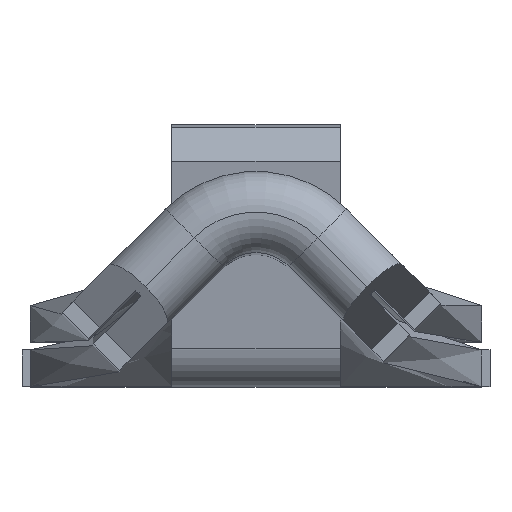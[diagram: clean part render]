
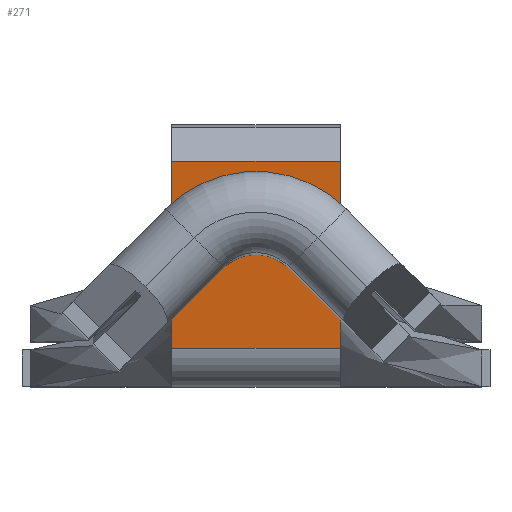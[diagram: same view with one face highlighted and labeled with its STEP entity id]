
A CAD part, top view. The second image highlights one B-rep face of the part: STEP entity #271.
In plain terms, the highlighted planar face has unit normal (0, -0.138, 0.99).
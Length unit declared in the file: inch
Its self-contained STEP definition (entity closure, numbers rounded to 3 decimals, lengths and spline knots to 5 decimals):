
#26 = LINE ( 'NONE', #2590, #2667 ) ;
#94 = DIRECTION ( 'NONE',  ( -1., 0., 0. ) ) ;
#271 = ADVANCED_FACE ( 'NONE', ( #3828 ), #1313, .F. ) ;
#312 = VERTEX_POINT ( 'NONE', #409 ) ;
#325 = EDGE_CURVE ( 'NONE', #448, #3911, #2702, .T. ) ;
#409 = CARTESIAN_POINT ( 'NONE',  ( -0.1025, -0.0496, -0.45081 ) ) ;
#448 = VERTEX_POINT ( 'NONE', #4187 ) ;
#584 = AXIS2_PLACEMENT_3D ( 'NONE', #3354, #4274, #1888 ) ;
#632 = CARTESIAN_POINT ( 'NONE',  ( 0.1025, -0.05618, -0.45173 ) ) ;
#692 = CARTESIAN_POINT ( 'NONE',  ( 0.1025, 0.1716, -0.42 ) ) ;
#788 = ORIENTED_EDGE ( 'NONE', *, *, #3366, .T. ) ;
#863 = ORIENTED_EDGE ( 'NONE', *, *, #2160, .F. ) ;
#926 = DIRECTION ( 'NONE',  ( 0., -0.99, -0.138 ) ) ;
#971 = DIRECTION ( 'NONE',  ( -1., 0., 0. ) ) ;
#1101 = ORIENTED_EDGE ( 'NONE', *, *, #2382, .F. ) ;
#1120 = VERTEX_POINT ( 'NONE', #632 ) ;
#1193 = CARTESIAN_POINT ( 'NONE',  ( -0.1025, -0.0046, -0.44454 ) ) ;
#1195 = CARTESIAN_POINT ( 'NONE',  ( 0.1025, -0.0496, -0.45081 ) ) ;
#1276 = LINE ( 'NONE', #2175, #2400 ) ;
#1313 = PLANE ( 'NONE',  #584 ) ;
#1356 = VERTEX_POINT ( 'NONE', #3001 ) ;
#1358 = ORIENTED_EDGE ( 'NONE', *, *, #1883, .T. ) ;
#1395 = LINE ( 'NONE', #3526, #2092 ) ;
#1524 = VERTEX_POINT ( 'NONE', #692 ) ;
#1619 = CARTESIAN_POINT ( 'NONE',  ( 0.1025, 0.1716, -0.42 ) ) ;
#1689 = EDGE_LOOP ( 'NONE', ( #788, #1358, #3120, #1101, #863, #3123, #1967, #2733 ) ) ;
#1738 = DIRECTION ( 'NONE',  ( 0., -0.99, -0.138 ) ) ;
#1883 = EDGE_CURVE ( 'NONE', #2649, #312, #1395, .T. ) ;
#1888 = DIRECTION ( 'NONE',  ( 0., 0.99, 0.138 ) ) ;
#1927 = CARTESIAN_POINT ( 'NONE',  ( -0.1025, -0.05618, -0.45173 ) ) ;
#1954 = DIRECTION ( 'NONE',  ( 0., -0.99, -0.138 ) ) ;
#1967 = ORIENTED_EDGE ( 'NONE', *, *, #2995, .F. ) ;
#2036 = LINE ( 'NONE', #4339, #3038 ) ;
#2092 = VECTOR ( 'NONE', #2184, 39.37008 ) ;
#2121 = VERTEX_POINT ( 'NONE', #1927 ) ;
#2160 = EDGE_CURVE ( 'NONE', #3911, #1120, #2036, .T. ) ;
#2175 = CARTESIAN_POINT ( 'NONE',  ( 0.1025, -0.05618, -0.45173 ) ) ;
#2184 = DIRECTION ( 'NONE',  ( 0., -0.99, -0.138 ) ) ;
#2333 = VECTOR ( 'NONE', #926, 39.37008 ) ;
#2376 = CARTESIAN_POINT ( 'NONE',  ( 0.1025, 0.1716, -0.42 ) ) ;
#2382 = EDGE_CURVE ( 'NONE', #1120, #2121, #1276, .T. ) ;
#2400 = VECTOR ( 'NONE', #94, 39.37008 ) ;
#2590 = CARTESIAN_POINT ( 'NONE',  ( -0.1025, 0.1716, -0.42 ) ) ;
#2649 = VERTEX_POINT ( 'NONE', #1193 ) ;
#2667 = VECTOR ( 'NONE', #3621, 39.37008 ) ;
#2702 = LINE ( 'NONE', #3198, #4408 ) ;
#2733 = ORIENTED_EDGE ( 'NONE', *, *, #3489, .T. ) ;
#2995 = EDGE_CURVE ( 'NONE', #1524, #448, #3218, .T. ) ;
#3001 = CARTESIAN_POINT ( 'NONE',  ( -0.1025, 0.1716, -0.42 ) ) ;
#3038 = VECTOR ( 'NONE', #1954, 39.37008 ) ;
#3043 = LINE ( 'NONE', #2376, #3143 ) ;
#3120 = ORIENTED_EDGE ( 'NONE', *, *, #3658, .T. ) ;
#3123 = ORIENTED_EDGE ( 'NONE', *, *, #325, .F. ) ;
#3143 = VECTOR ( 'NONE', #971, 39.37008 ) ;
#3186 = VECTOR ( 'NONE', #1738, 39.37008 ) ;
#3198 = CARTESIAN_POINT ( 'NONE',  ( 0.1025, 0.1716, -0.42 ) ) ;
#3218 = LINE ( 'NONE', #1619, #2333 ) ;
#3354 = CARTESIAN_POINT ( 'NONE',  ( 0.1025, 0.1716, -0.42 ) ) ;
#3366 = EDGE_CURVE ( 'NONE', #1356, #2649, #26, .T. ) ;
#3489 = EDGE_CURVE ( 'NONE', #1524, #1356, #3043, .T. ) ;
#3526 = CARTESIAN_POINT ( 'NONE',  ( -0.1025, 0.23264, -0.4115 ) ) ;
#3621 = DIRECTION ( 'NONE',  ( 0., -0.99, -0.138 ) ) ;
#3658 = EDGE_CURVE ( 'NONE', #312, #2121, #4213, .T. ) ;
#3828 = FACE_OUTER_BOUND ( 'NONE', #1689, .T. ) ;
#3911 = VERTEX_POINT ( 'NONE', #1195 ) ;
#4131 = CARTESIAN_POINT ( 'NONE',  ( -0.1025, 0.1716, -0.42 ) ) ;
#4187 = CARTESIAN_POINT ( 'NONE',  ( 0.1025, -0.0046, -0.44454 ) ) ;
#4213 = LINE ( 'NONE', #4131, #3186 ) ;
#4269 = DIRECTION ( 'NONE',  ( 0., -0.99, -0.138 ) ) ;
#4274 = DIRECTION ( 'NONE',  ( 0., 0.138, -0.99 ) ) ;
#4339 = CARTESIAN_POINT ( 'NONE',  ( 0.1025, 0.1716, -0.42 ) ) ;
#4408 = VECTOR ( 'NONE', #4269, 39.37008 ) ;
